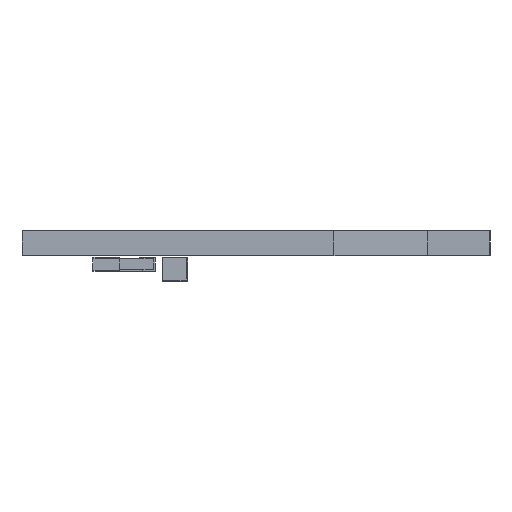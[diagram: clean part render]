
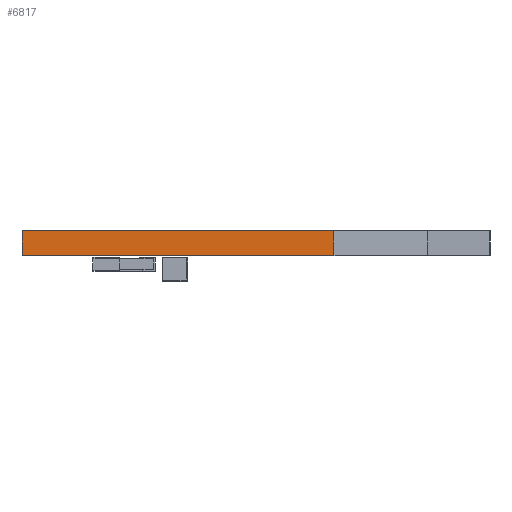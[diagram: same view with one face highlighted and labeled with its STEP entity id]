
A CAD part, left-side view. The second image highlights one B-rep face of the part: STEP entity #6817.
In plain terms, the highlighted planar face has unit normal (-1, 0, 0).
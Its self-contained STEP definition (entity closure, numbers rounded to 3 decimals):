
#6088 = PLANE('',#6089);
#6089 = AXIS2_PLACEMENT_3D('',#6090,#6091,#6092);
#6090 = CARTESIAN_POINT('',(222.,-67.6,0.8));
#6091 = DIRECTION('',(0.,0.,-1.));
#6092 = DIRECTION('',(-1.,0.,0.));
#6116 = PLANE('',#6117);
#6117 = AXIS2_PLACEMENT_3D('',#6118,#6119,#6120);
#6118 = CARTESIAN_POINT('',(222.,-57.6,0.));
#6119 = DIRECTION('',(0.,-1.,0.));
#6120 = DIRECTION('',(-1.,0.,0.));
#6142 = PLANE('',#6143);
#6143 = AXIS2_PLACEMENT_3D('',#6144,#6145,#6146);
#6144 = CARTESIAN_POINT('',(222.,-67.6,0.));
#6145 = DIRECTION('',(0.,0.,-1.));
#6146 = DIRECTION('',(-1.,0.,0.));
#6235 = VERTEX_POINT('',#6236);
#6236 = CARTESIAN_POINT('',(84.,-57.6,0.8));
#6257 = EDGE_CURVE('',#6258,#6235,#6260,.T.);
#6258 = VERTEX_POINT('',#6259);
#6259 = CARTESIAN_POINT('',(84.,-57.6,0.));
#6260 = SURFACE_CURVE('',#6261,(#6265,#6272),.PCURVE_S1.);
#6261 = LINE('',#6262,#6263);
#6262 = CARTESIAN_POINT('',(84.,-57.6,0.));
#6263 = VECTOR('',#6264,1.);
#6264 = DIRECTION('',(0.,0.,1.));
#6265 = PCURVE('',#6116,#6266);
#6266 = DEFINITIONAL_REPRESENTATION('',(#6267),#6271);
#6267 = LINE('',#6268,#6269);
#6268 = CARTESIAN_POINT('',(138.,0.));
#6269 = VECTOR('',#6270,1.);
#6270 = DIRECTION('',(0.,-1.));
#6271 = ( GEOMETRIC_REPRESENTATION_CONTEXT(2) 
PARAMETRIC_REPRESENTATION_CONTEXT() REPRESENTATION_CONTEXT('2D SPACE',''
  ) );
#6272 = PCURVE('',#6273,#6278);
#6273 = PLANE('',#6274);
#6274 = AXIS2_PLACEMENT_3D('',#6275,#6276,#6277);
#6275 = CARTESIAN_POINT('',(84.,-57.6,0.));
#6276 = DIRECTION('',(1.,0.,0.));
#6277 = DIRECTION('',(0.,-1.,0.));
#6278 = DEFINITIONAL_REPRESENTATION('',(#6279),#6283);
#6279 = LINE('',#6280,#6281);
#6280 = CARTESIAN_POINT('',(0.,0.));
#6281 = VECTOR('',#6282,1.);
#6282 = DIRECTION('',(0.,-1.));
#6283 = ( GEOMETRIC_REPRESENTATION_CONTEXT(2) 
PARAMETRIC_REPRESENTATION_CONTEXT() REPRESENTATION_CONTEXT('2D SPACE',''
  ) );
#6447 = VERTEX_POINT('',#6448);
#6448 = CARTESIAN_POINT('',(84.,-67.6,0.));
#6462 = PLANE('',#6463);
#6463 = AXIS2_PLACEMENT_3D('',#6464,#6465,#6466);
#6464 = CARTESIAN_POINT('',(84.,-67.6,0.));
#6465 = DIRECTION('',(0.,1.,0.));
#6466 = DIRECTION('',(1.,0.,0.));
#6474 = EDGE_CURVE('',#6258,#6447,#6475,.T.);
#6475 = SURFACE_CURVE('',#6476,(#6480,#6487),.PCURVE_S1.);
#6476 = LINE('',#6477,#6478);
#6477 = CARTESIAN_POINT('',(84.,-57.6,0.));
#6478 = VECTOR('',#6479,1.);
#6479 = DIRECTION('',(0.,-1.,0.));
#6480 = PCURVE('',#6142,#6481);
#6481 = DEFINITIONAL_REPRESENTATION('',(#6482),#6486);
#6482 = LINE('',#6483,#6484);
#6483 = CARTESIAN_POINT('',(138.,10.));
#6484 = VECTOR('',#6485,1.);
#6485 = DIRECTION('',(0.,-1.));
#6486 = ( GEOMETRIC_REPRESENTATION_CONTEXT(2) 
PARAMETRIC_REPRESENTATION_CONTEXT() REPRESENTATION_CONTEXT('2D SPACE',''
  ) );
#6487 = PCURVE('',#6273,#6488);
#6488 = DEFINITIONAL_REPRESENTATION('',(#6489),#6493);
#6489 = LINE('',#6490,#6491);
#6490 = CARTESIAN_POINT('',(0.,0.));
#6491 = VECTOR('',#6492,1.);
#6492 = DIRECTION('',(1.,0.));
#6493 = ( GEOMETRIC_REPRESENTATION_CONTEXT(2) 
PARAMETRIC_REPRESENTATION_CONTEXT() REPRESENTATION_CONTEXT('2D SPACE',''
  ) );
#6687 = VERTEX_POINT('',#6688);
#6688 = CARTESIAN_POINT('',(84.,-67.6,0.8));
#6709 = EDGE_CURVE('',#6235,#6687,#6710,.T.);
#6710 = SURFACE_CURVE('',#6711,(#6715,#6722),.PCURVE_S1.);
#6711 = LINE('',#6712,#6713);
#6712 = CARTESIAN_POINT('',(84.,-57.6,0.8));
#6713 = VECTOR('',#6714,1.);
#6714 = DIRECTION('',(0.,-1.,0.));
#6715 = PCURVE('',#6088,#6716);
#6716 = DEFINITIONAL_REPRESENTATION('',(#6717),#6721);
#6717 = LINE('',#6718,#6719);
#6718 = CARTESIAN_POINT('',(138.,10.));
#6719 = VECTOR('',#6720,1.);
#6720 = DIRECTION('',(0.,-1.));
#6721 = ( GEOMETRIC_REPRESENTATION_CONTEXT(2) 
PARAMETRIC_REPRESENTATION_CONTEXT() REPRESENTATION_CONTEXT('2D SPACE',''
  ) );
#6722 = PCURVE('',#6273,#6723);
#6723 = DEFINITIONAL_REPRESENTATION('',(#6724),#6728);
#6724 = LINE('',#6725,#6726);
#6725 = CARTESIAN_POINT('',(0.,-0.8));
#6726 = VECTOR('',#6727,1.);
#6727 = DIRECTION('',(1.,0.));
#6728 = ( GEOMETRIC_REPRESENTATION_CONTEXT(2) 
PARAMETRIC_REPRESENTATION_CONTEXT() REPRESENTATION_CONTEXT('2D SPACE',''
  ) );
#6817 = ADVANCED_FACE('',(#6818),#6273,.F.);
#6818 = FACE_BOUND('',#6819,.F.);
#6819 = EDGE_LOOP('',(#6820,#6821,#6822,#6843));
#6820 = ORIENTED_EDGE('',*,*,#6257,.T.);
#6821 = ORIENTED_EDGE('',*,*,#6709,.T.);
#6822 = ORIENTED_EDGE('',*,*,#6823,.F.);
#6823 = EDGE_CURVE('',#6447,#6687,#6824,.T.);
#6824 = SURFACE_CURVE('',#6825,(#6829,#6836),.PCURVE_S1.);
#6825 = LINE('',#6826,#6827);
#6826 = CARTESIAN_POINT('',(84.,-67.6,0.));
#6827 = VECTOR('',#6828,1.);
#6828 = DIRECTION('',(0.,0.,1.));
#6829 = PCURVE('',#6273,#6830);
#6830 = DEFINITIONAL_REPRESENTATION('',(#6831),#6835);
#6831 = LINE('',#6832,#6833);
#6832 = CARTESIAN_POINT('',(10.,0.));
#6833 = VECTOR('',#6834,1.);
#6834 = DIRECTION('',(0.,-1.));
#6835 = ( GEOMETRIC_REPRESENTATION_CONTEXT(2) 
PARAMETRIC_REPRESENTATION_CONTEXT() REPRESENTATION_CONTEXT('2D SPACE',''
  ) );
#6836 = PCURVE('',#6462,#6837);
#6837 = DEFINITIONAL_REPRESENTATION('',(#6838),#6842);
#6838 = LINE('',#6839,#6840);
#6839 = CARTESIAN_POINT('',(0.,0.));
#6840 = VECTOR('',#6841,1.);
#6841 = DIRECTION('',(0.,-1.));
#6842 = ( GEOMETRIC_REPRESENTATION_CONTEXT(2) 
PARAMETRIC_REPRESENTATION_CONTEXT() REPRESENTATION_CONTEXT('2D SPACE',''
  ) );
#6843 = ORIENTED_EDGE('',*,*,#6474,.F.);
